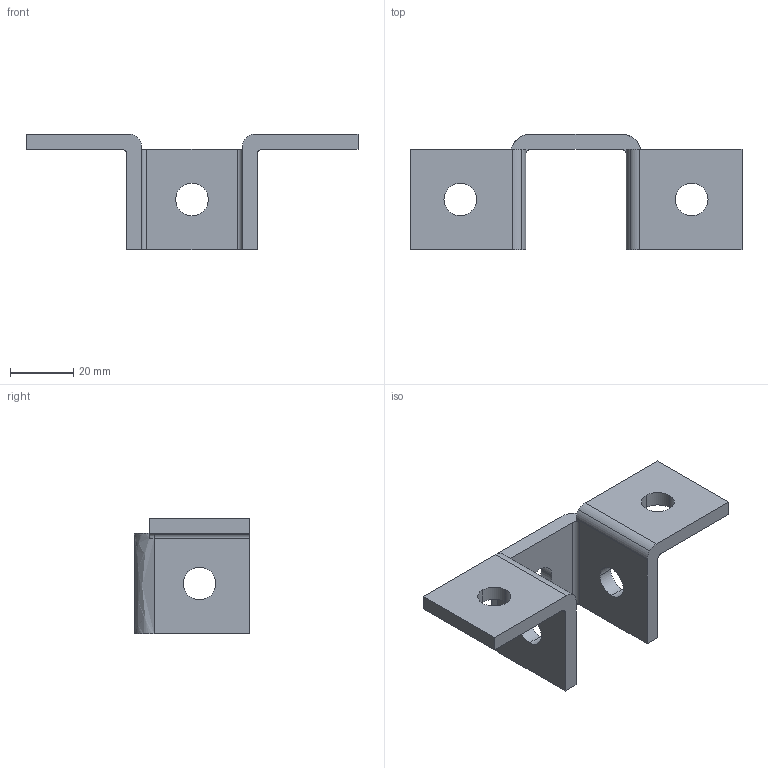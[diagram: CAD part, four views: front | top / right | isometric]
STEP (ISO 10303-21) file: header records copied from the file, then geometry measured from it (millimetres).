
FILE_DESCRIPTION(('TurboCAD Mac Pro'),'Build 980');
FILE_NAME('A2345.stp',' ',(''),(''),'ACIS Interop','IMSI','TurboCAD Mac Pro BY IMSI, INCORPORATED');
FILE_SCHEMA(('automotive_design'));
Length unit declared in the file: inch
Products named in the file (1): 1
Bounding box: 104.78 x 36.51 x 36.51 mm (x, y, z)
Volume: 24185.1 mm3; surface area: 12809.1 mm2
Topology: 1 solids, 1 shells, 52 faces, 148 edges, 98 vertices
Faces by surface type: bspline 26, plane 18, cylinder 8
Entity records: 2620 total; most frequent: CARTESIAN_POINT 977, ORIENTED_EDGE 296, DIRECTION 162, EDGE_CURVE 148, VERTEX_POINT 98, LINE 76, VECTOR 76, EDGE_LOOP 62
